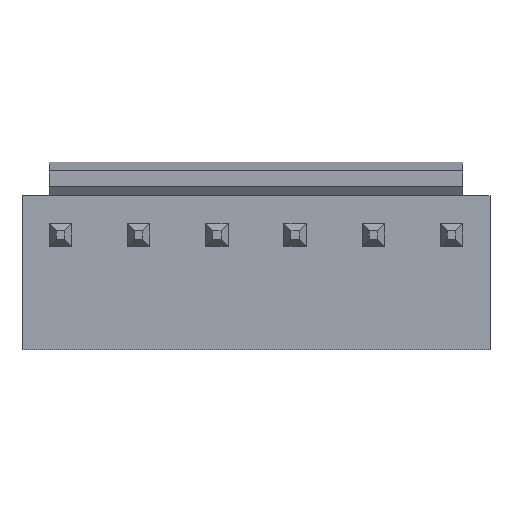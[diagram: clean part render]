
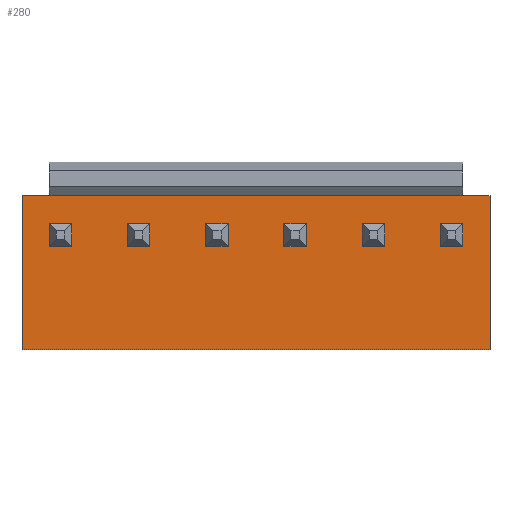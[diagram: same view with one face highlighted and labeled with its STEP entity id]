
A CAD part, top view. The second image highlights one B-rep face of the part: STEP entity #280.
In plain terms, the highlighted planar face has unit normal (0, 0, 1).
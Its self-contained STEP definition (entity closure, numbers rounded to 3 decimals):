
#24 = VERTEX_POINT('',#25);
#25 = CARTESIAN_POINT('',(0.,0.,3.5));
#40 = VERTEX_POINT('',#41);
#41 = CARTESIAN_POINT('',(0.,7.8,3.5));
#47 = EDGE_CURVE('',#24,#40,#48,.T.);
#48 = LINE('',#49,#50);
#49 = CARTESIAN_POINT('',(0.,0.,3.5));
#50 = VECTOR('',#51,1.);
#51 = DIRECTION('',(0.,1.,0.));
#70 = EDGE_CURVE('',#24,#71,#73,.T.);
#71 = VERTEX_POINT('',#72);
#72 = CARTESIAN_POINT('',(23.7,0.,3.5));
#73 = LINE('',#74,#75);
#74 = CARTESIAN_POINT('',(0.,0.,3.5));
#75 = VECTOR('',#76,1.);
#76 = DIRECTION('',(1.,0.,0.));
#280 = ADVANCED_FACE('',(#281,#315,#349,#383,#417,#451,#485),#519,.T.);
#281 = FACE_BOUND('',#282,.T.);
#282 = EDGE_LOOP('',(#283,#284,#285,#293,#301,#309));
#283 = ORIENTED_EDGE('',*,*,#47,.F.);
#284 = ORIENTED_EDGE('',*,*,#70,.T.);
#285 = ORIENTED_EDGE('',*,*,#286,.T.);
#286 = EDGE_CURVE('',#71,#287,#289,.T.);
#287 = VERTEX_POINT('',#288);
#288 = CARTESIAN_POINT('',(23.7,7.8,3.5));
#289 = LINE('',#290,#291);
#290 = CARTESIAN_POINT('',(23.7,0.,3.5));
#291 = VECTOR('',#292,1.);
#292 = DIRECTION('',(0.,1.,0.));
#293 = ORIENTED_EDGE('',*,*,#294,.F.);
#294 = EDGE_CURVE('',#295,#287,#297,.T.);
#295 = VERTEX_POINT('',#296);
#296 = CARTESIAN_POINT('',(22.32,7.8,3.5));
#297 = LINE('',#298,#299);
#298 = CARTESIAN_POINT('',(0.,7.8,3.5));
#299 = VECTOR('',#300,1.);
#300 = DIRECTION('',(1.,0.,0.));
#301 = ORIENTED_EDGE('',*,*,#302,.F.);
#302 = EDGE_CURVE('',#303,#295,#305,.T.);
#303 = VERTEX_POINT('',#304);
#304 = CARTESIAN_POINT('',(1.38,7.8,3.5));
#305 = LINE('',#306,#307);
#306 = CARTESIAN_POINT('',(0.,7.8,3.5));
#307 = VECTOR('',#308,1.);
#308 = DIRECTION('',(1.,0.,0.));
#309 = ORIENTED_EDGE('',*,*,#310,.F.);
#310 = EDGE_CURVE('',#40,#303,#311,.T.);
#311 = LINE('',#312,#313);
#312 = CARTESIAN_POINT('',(0.,7.8,3.5));
#313 = VECTOR('',#314,1.);
#314 = DIRECTION('',(1.,0.,0.));
#315 = FACE_BOUND('',#316,.T.);
#316 = EDGE_LOOP('',(#317,#327,#335,#343));
#317 = ORIENTED_EDGE('',*,*,#318,.F.);
#318 = EDGE_CURVE('',#319,#321,#323,.T.);
#319 = VERTEX_POINT('',#320);
#320 = CARTESIAN_POINT('',(22.32,6.37,3.5));
#321 = VERTEX_POINT('',#322);
#322 = CARTESIAN_POINT('',(21.18,6.37,3.5));
#323 = LINE('',#324,#325);
#324 = CARTESIAN_POINT('',(10.59,6.37,3.5));
#325 = VECTOR('',#326,1.);
#326 = DIRECTION('',(-1.,0.,0.));
#327 = ORIENTED_EDGE('',*,*,#328,.F.);
#328 = EDGE_CURVE('',#329,#319,#331,.T.);
#329 = VERTEX_POINT('',#330);
#330 = CARTESIAN_POINT('',(22.32,5.23,3.5));
#331 = LINE('',#332,#333);
#332 = CARTESIAN_POINT('',(22.32,2.615,3.5));
#333 = VECTOR('',#334,1.);
#334 = DIRECTION('',(0.,1.,0.));
#335 = ORIENTED_EDGE('',*,*,#336,.T.);
#336 = EDGE_CURVE('',#329,#337,#339,.T.);
#337 = VERTEX_POINT('',#338);
#338 = CARTESIAN_POINT('',(21.18,5.23,3.5));
#339 = LINE('',#340,#341);
#340 = CARTESIAN_POINT('',(10.59,5.23,3.5));
#341 = VECTOR('',#342,1.);
#342 = DIRECTION('',(-1.,0.,0.));
#343 = ORIENTED_EDGE('',*,*,#344,.T.);
#344 = EDGE_CURVE('',#337,#321,#345,.T.);
#345 = LINE('',#346,#347);
#346 = CARTESIAN_POINT('',(21.18,2.615,3.5));
#347 = VECTOR('',#348,1.);
#348 = DIRECTION('',(0.,1.,0.));
#349 = FACE_BOUND('',#350,.T.);
#350 = EDGE_LOOP('',(#351,#361,#369,#377));
#351 = ORIENTED_EDGE('',*,*,#352,.F.);
#352 = EDGE_CURVE('',#353,#355,#357,.T.);
#353 = VERTEX_POINT('',#354);
#354 = CARTESIAN_POINT('',(18.36,5.23,3.5));
#355 = VERTEX_POINT('',#356);
#356 = CARTESIAN_POINT('',(18.36,6.37,3.5));
#357 = LINE('',#358,#359);
#358 = CARTESIAN_POINT('',(18.36,2.615,3.5));
#359 = VECTOR('',#360,1.);
#360 = DIRECTION('',(0.,1.,0.));
#361 = ORIENTED_EDGE('',*,*,#362,.T.);
#362 = EDGE_CURVE('',#353,#363,#365,.T.);
#363 = VERTEX_POINT('',#364);
#364 = CARTESIAN_POINT('',(17.22,5.23,3.5));
#365 = LINE('',#366,#367);
#366 = CARTESIAN_POINT('',(8.61,5.23,3.5));
#367 = VECTOR('',#368,1.);
#368 = DIRECTION('',(-1.,0.,0.));
#369 = ORIENTED_EDGE('',*,*,#370,.T.);
#370 = EDGE_CURVE('',#363,#371,#373,.T.);
#371 = VERTEX_POINT('',#372);
#372 = CARTESIAN_POINT('',(17.22,6.37,3.5));
#373 = LINE('',#374,#375);
#374 = CARTESIAN_POINT('',(17.22,2.615,3.5));
#375 = VECTOR('',#376,1.);
#376 = DIRECTION('',(0.,1.,0.));
#377 = ORIENTED_EDGE('',*,*,#378,.F.);
#378 = EDGE_CURVE('',#355,#371,#379,.T.);
#379 = LINE('',#380,#381);
#380 = CARTESIAN_POINT('',(8.61,6.37,3.5));
#381 = VECTOR('',#382,1.);
#382 = DIRECTION('',(-1.,0.,0.));
#383 = FACE_BOUND('',#384,.T.);
#384 = EDGE_LOOP('',(#385,#395,#403,#411));
#385 = ORIENTED_EDGE('',*,*,#386,.F.);
#386 = EDGE_CURVE('',#387,#389,#391,.T.);
#387 = VERTEX_POINT('',#388);
#388 = CARTESIAN_POINT('',(10.44,5.23,3.5));
#389 = VERTEX_POINT('',#390);
#390 = CARTESIAN_POINT('',(10.44,6.37,3.5));
#391 = LINE('',#392,#393);
#392 = CARTESIAN_POINT('',(10.44,2.615,3.5));
#393 = VECTOR('',#394,1.);
#394 = DIRECTION('',(0.,1.,0.));
#395 = ORIENTED_EDGE('',*,*,#396,.T.);
#396 = EDGE_CURVE('',#387,#397,#399,.T.);
#397 = VERTEX_POINT('',#398);
#398 = CARTESIAN_POINT('',(9.3,5.23,3.5));
#399 = LINE('',#400,#401);
#400 = CARTESIAN_POINT('',(4.65,5.23,3.5));
#401 = VECTOR('',#402,1.);
#402 = DIRECTION('',(-1.,0.,0.));
#403 = ORIENTED_EDGE('',*,*,#404,.T.);
#404 = EDGE_CURVE('',#397,#405,#407,.T.);
#405 = VERTEX_POINT('',#406);
#406 = CARTESIAN_POINT('',(9.3,6.37,3.5));
#407 = LINE('',#408,#409);
#408 = CARTESIAN_POINT('',(9.3,2.615,3.5));
#409 = VECTOR('',#410,1.);
#410 = DIRECTION('',(0.,1.,0.));
#411 = ORIENTED_EDGE('',*,*,#412,.F.);
#412 = EDGE_CURVE('',#389,#405,#413,.T.);
#413 = LINE('',#414,#415);
#414 = CARTESIAN_POINT('',(4.65,6.37,3.5));
#415 = VECTOR('',#416,1.);
#416 = DIRECTION('',(-1.,0.,0.));
#417 = FACE_BOUND('',#418,.T.);
#418 = EDGE_LOOP('',(#419,#429,#437,#445));
#419 = ORIENTED_EDGE('',*,*,#420,.T.);
#420 = EDGE_CURVE('',#421,#423,#425,.T.);
#421 = VERTEX_POINT('',#422);
#422 = CARTESIAN_POINT('',(14.4,5.23,3.5));
#423 = VERTEX_POINT('',#424);
#424 = CARTESIAN_POINT('',(13.26,5.23,3.5));
#425 = LINE('',#426,#427);
#426 = CARTESIAN_POINT('',(6.63,5.23,3.5));
#427 = VECTOR('',#428,1.);
#428 = DIRECTION('',(-1.,0.,0.));
#429 = ORIENTED_EDGE('',*,*,#430,.T.);
#430 = EDGE_CURVE('',#423,#431,#433,.T.);
#431 = VERTEX_POINT('',#432);
#432 = CARTESIAN_POINT('',(13.26,6.37,3.5));
#433 = LINE('',#434,#435);
#434 = CARTESIAN_POINT('',(13.26,2.615,3.5));
#435 = VECTOR('',#436,1.);
#436 = DIRECTION('',(0.,1.,0.));
#437 = ORIENTED_EDGE('',*,*,#438,.F.);
#438 = EDGE_CURVE('',#439,#431,#441,.T.);
#439 = VERTEX_POINT('',#440);
#440 = CARTESIAN_POINT('',(14.4,6.37,3.5));
#441 = LINE('',#442,#443);
#442 = CARTESIAN_POINT('',(6.63,6.37,3.5));
#443 = VECTOR('',#444,1.);
#444 = DIRECTION('',(-1.,0.,0.));
#445 = ORIENTED_EDGE('',*,*,#446,.F.);
#446 = EDGE_CURVE('',#421,#439,#447,.T.);
#447 = LINE('',#448,#449);
#448 = CARTESIAN_POINT('',(14.4,2.615,3.5));
#449 = VECTOR('',#450,1.);
#450 = DIRECTION('',(0.,1.,0.));
#451 = FACE_BOUND('',#452,.T.);
#452 = EDGE_LOOP('',(#453,#463,#471,#479));
#453 = ORIENTED_EDGE('',*,*,#454,.T.);
#454 = EDGE_CURVE('',#455,#457,#459,.T.);
#455 = VERTEX_POINT('',#456);
#456 = CARTESIAN_POINT('',(6.48,5.23,3.5));
#457 = VERTEX_POINT('',#458);
#458 = CARTESIAN_POINT('',(5.34,5.23,3.5));
#459 = LINE('',#460,#461);
#460 = CARTESIAN_POINT('',(2.67,5.23,3.5));
#461 = VECTOR('',#462,1.);
#462 = DIRECTION('',(-1.,0.,0.));
#463 = ORIENTED_EDGE('',*,*,#464,.T.);
#464 = EDGE_CURVE('',#457,#465,#467,.T.);
#465 = VERTEX_POINT('',#466);
#466 = CARTESIAN_POINT('',(5.34,6.37,3.5));
#467 = LINE('',#468,#469);
#468 = CARTESIAN_POINT('',(5.34,2.615,3.5));
#469 = VECTOR('',#470,1.);
#470 = DIRECTION('',(0.,1.,0.));
#471 = ORIENTED_EDGE('',*,*,#472,.F.);
#472 = EDGE_CURVE('',#473,#465,#475,.T.);
#473 = VERTEX_POINT('',#474);
#474 = CARTESIAN_POINT('',(6.48,6.37,3.5));
#475 = LINE('',#476,#477);
#476 = CARTESIAN_POINT('',(2.67,6.37,3.5));
#477 = VECTOR('',#478,1.);
#478 = DIRECTION('',(-1.,0.,0.));
#479 = ORIENTED_EDGE('',*,*,#480,.F.);
#480 = EDGE_CURVE('',#455,#473,#481,.T.);
#481 = LINE('',#482,#483);
#482 = CARTESIAN_POINT('',(6.48,2.615,3.5));
#483 = VECTOR('',#484,1.);
#484 = DIRECTION('',(0.,1.,0.));
#485 = FACE_BOUND('',#486,.T.);
#486 = EDGE_LOOP('',(#487,#497,#505,#513));
#487 = ORIENTED_EDGE('',*,*,#488,.F.);
#488 = EDGE_CURVE('',#489,#491,#493,.T.);
#489 = VERTEX_POINT('',#490);
#490 = CARTESIAN_POINT('',(2.52,5.23,3.5));
#491 = VERTEX_POINT('',#492);
#492 = CARTESIAN_POINT('',(2.52,6.37,3.5));
#493 = LINE('',#494,#495);
#494 = CARTESIAN_POINT('',(2.52,2.615,3.5));
#495 = VECTOR('',#496,1.);
#496 = DIRECTION('',(0.,1.,0.));
#497 = ORIENTED_EDGE('',*,*,#498,.T.);
#498 = EDGE_CURVE('',#489,#499,#501,.T.);
#499 = VERTEX_POINT('',#500);
#500 = CARTESIAN_POINT('',(1.38,5.23,3.5));
#501 = LINE('',#502,#503);
#502 = CARTESIAN_POINT('',(0.69,5.23,3.5));
#503 = VECTOR('',#504,1.);
#504 = DIRECTION('',(-1.,0.,0.));
#505 = ORIENTED_EDGE('',*,*,#506,.T.);
#506 = EDGE_CURVE('',#499,#507,#509,.T.);
#507 = VERTEX_POINT('',#508);
#508 = CARTESIAN_POINT('',(1.38,6.37,3.5));
#509 = LINE('',#510,#511);
#510 = CARTESIAN_POINT('',(1.38,2.615,3.5));
#511 = VECTOR('',#512,1.);
#512 = DIRECTION('',(0.,1.,0.));
#513 = ORIENTED_EDGE('',*,*,#514,.F.);
#514 = EDGE_CURVE('',#491,#507,#515,.T.);
#515 = LINE('',#516,#517);
#516 = CARTESIAN_POINT('',(0.69,6.37,3.5));
#517 = VECTOR('',#518,1.);
#518 = DIRECTION('',(-1.,0.,0.));
#519 = PLANE('',#520);
#520 = AXIS2_PLACEMENT_3D('',#521,#522,#523);
#521 = CARTESIAN_POINT('',(0.,0.,3.5));
#522 = DIRECTION('',(0.,0.,1.));
#523 = DIRECTION('',(1.,0.,0.));
